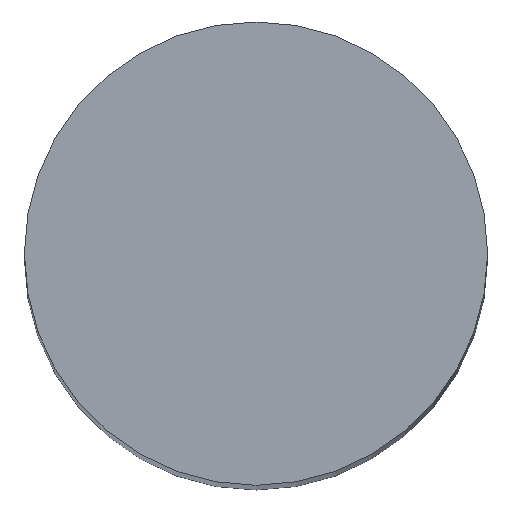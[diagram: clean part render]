
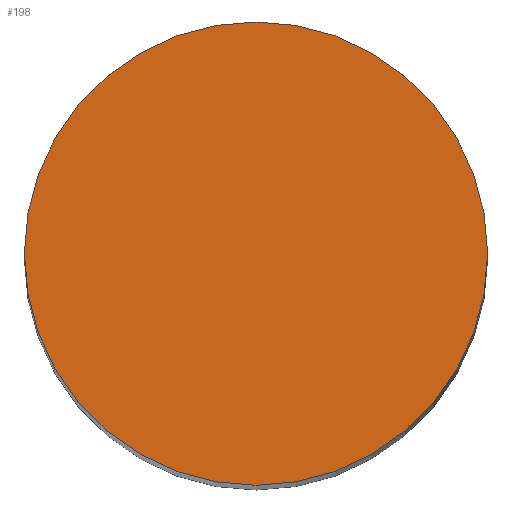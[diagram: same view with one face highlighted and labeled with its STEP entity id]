
A CAD part, top view. The second image highlights one B-rep face of the part: STEP entity #198.
In plain terms, the highlighted planar face has unit normal (0, 0, 1).
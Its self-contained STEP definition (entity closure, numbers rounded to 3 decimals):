
#172=EDGE_CURVE('240[2]',#373,#373,#374,.T.);
#198=ADVANCED_FACE('240[2]',(#406),#407,.T.);
#373=VERTEX_POINT('',#664);
#374=CIRCLE('',#665,3.5);
#406=FACE_OUTER_BOUND('',#742,.T.);
#407=PLANE('',#743);
#664=CARTESIAN_POINT('',(-3.5,0.,0.));
#665=AXIS2_PLACEMENT_3D('',#957,#958,#959);
#742=EDGE_LOOP('',(#990));
#743=AXIS2_PLACEMENT_3D('',#991,#992,#993);
#957=CARTESIAN_POINT('',(0.,0.,0.));
#958=DIRECTION('',(0.,0.,-1.0));
#959=DIRECTION('',(-1.0,0.,0.));
#990=ORIENTED_EDGE('',*,*,#172,.F.);
#991=CARTESIAN_POINT('',(-1.75,0.,0.));
#992=DIRECTION('',(0.,0.,1.0));
#993=DIRECTION('',(-1.0,0.,0.0));
